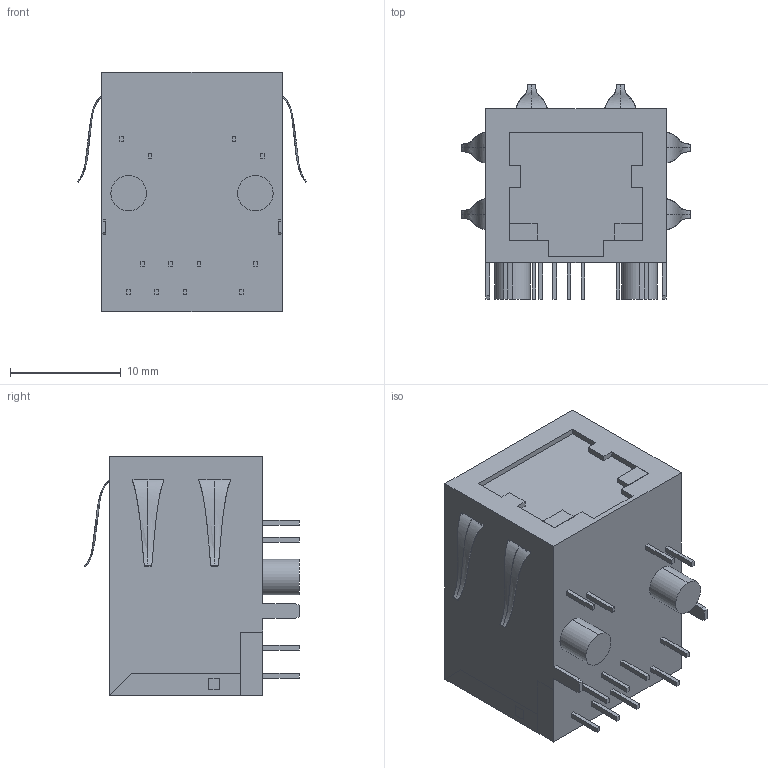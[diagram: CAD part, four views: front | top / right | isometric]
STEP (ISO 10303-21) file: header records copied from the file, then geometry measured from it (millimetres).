
FILE_DESCRIPTION(('FreeCAD Model'),'2;1');
FILE_NAME('ARJP11A_ARJP11A-MB.step','2020-07-31T18:04:44',('kicad StepUp'),('ksu MCAD'), 'Open CASCADE STEP processor 7.3','FreeCAD','Unknown');
FILE_SCHEMA(('AUTOMOTIVE_DESIGN { 1 0 10303 214 1 1 1 1 }'));
Length unit declared in the file: millimetre
Products named in the file (1): ARJP11A_ARJP11A-MB
Bounding box: 20.65 x 19.34 x 21.59 mm (x, y, z)
Volume: 4870.6 mm3; surface area: 2077.5 mm2
Topology: 1 solids, 1 shells, 264 faces, 719 edges, 496 vertices
Faces by surface type: plane 223, bspline 37, cylinder 4
Entity records: 13864 total; most frequent: CARTESIAN_POINT 5613, ORIENTED_EDGE 1438, DIRECTION 1057, EDGE_CURVE 719, LINE 585, VECTOR 585, VERTEX_POINT 496, FACE_BOUND 303
